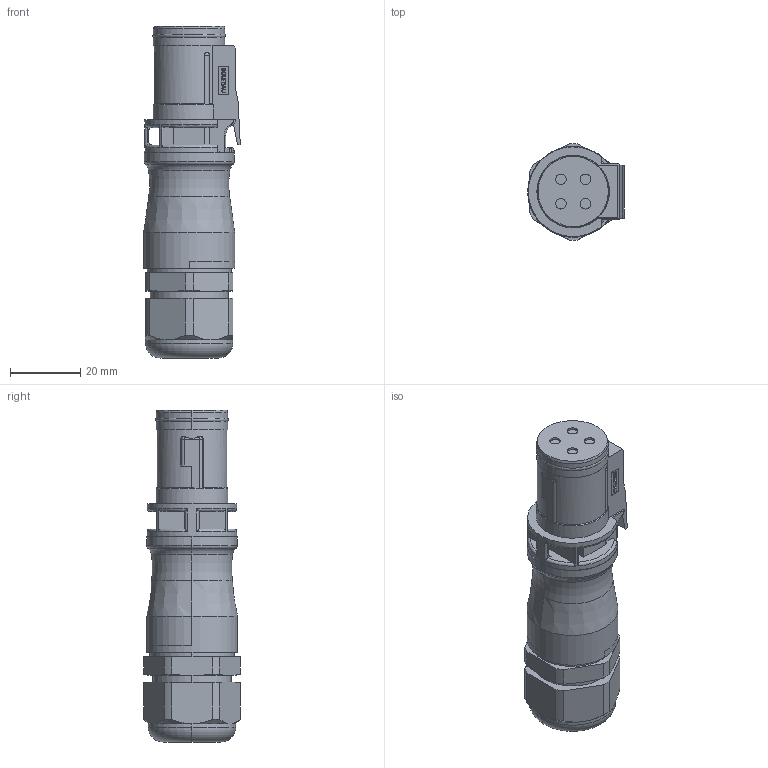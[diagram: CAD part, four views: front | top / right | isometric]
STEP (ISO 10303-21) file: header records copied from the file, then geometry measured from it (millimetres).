
FILE_DESCRIPTION((''),'2;1');
FILE_NAME('UTL6JC103G1P_SW0001','2018-02-27T',('lcourtois'),('SOURIAU'),'PRO/ENGINEER BY PARAMETRIC TECHNOLOGY CORPORATION, 2014000','PRO/ENGINEER BY PARAMETRIC TECHNOLOGY CORPORATION, 2014000','');
FILE_SCHEMA(('CONFIG_CONTROL_DESIGN'));
Length unit declared in the file: millimetre
Products named in the file (1): UTL6JC103G1P_SW0001
Bounding box: 27.6 x 27.59 x 94.85 mm (x, y, z)
Volume: 40367.3 mm3; surface area: 12011.1 mm2
Topology: 1 solids, 4 shells, 457 faces, 1228 edges, 800 vertices
Faces by surface type: plane 325, cylinder 77, cone 23, torus 23, bspline 5, sphere 4
Entity records: 15269 total; most frequent: CARTESIAN_POINT 3459, ORIENTED_EDGE 2456, DIRECTION 2253, EDGE_CURVE 1228, VECTOR 917, LINE 917, VERTEX_POINT 800, AXIS2_PLACEMENT_3D 668
